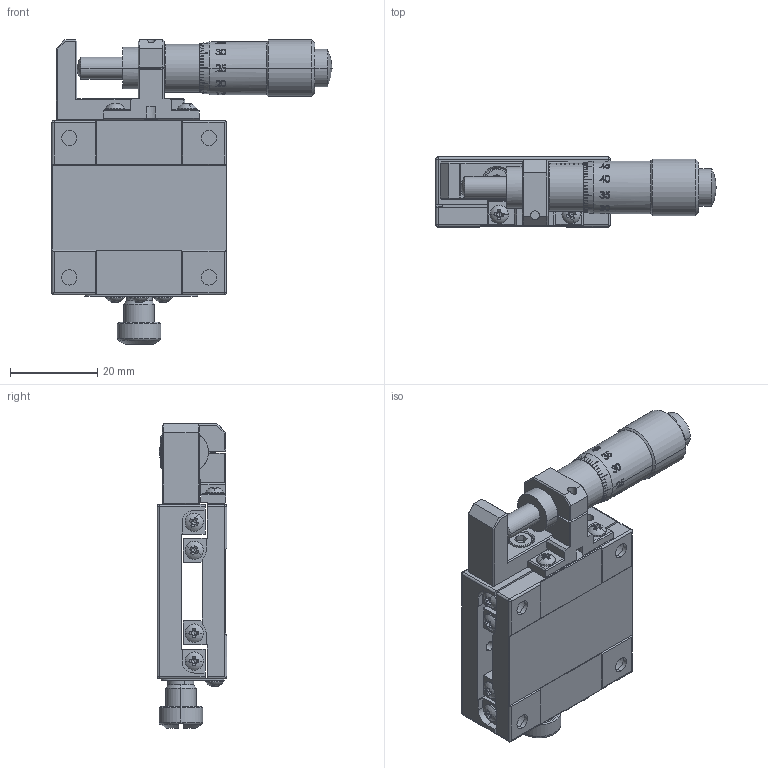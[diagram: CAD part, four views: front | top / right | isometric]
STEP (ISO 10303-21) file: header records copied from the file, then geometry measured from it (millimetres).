
FILE_DESCRIPTION (( 'STEP AP203' ), '1' );
FILE_NAME ('MX40-SS(«¬¿ý).STEP', '2013-05-03T07:01:10', ( '123' ), ( '' ), 'SwSTEP 2.0', 'SolidWorks 2013', '' );
FILE_SCHEMA (( 'CONFIG_CONTROL_DESIGN' ));
Products named in the file (3): Group1^MX40-SS(型錄); Group2^MX40-SS(型錄); MX40-SS(型錄)
Assembly tree (2 placements, depth 2):
  MX40-SS(型錄)
    Group1^MX40-SS(型錄)
    Group2^MX40-SS(型錄)
Bounding box: 64.25 x 16 x 69.8 mm (x, y, z)
Volume: 29093.6 mm3; surface area: 15545.5 mm2
Topology: 2 solids, 2 shells, 1986 faces, 5363 edges, 3436 vertices
Faces by surface type: plane 1172, bspline 344, cylinder 297, cone 125, sphere 36, torus 12
Entity records: 89172 total; most frequent: CARTESIAN_POINT 41238, ORIENTED_EDGE 10622, DIRECTION 8806, EDGE_CURVE 5311, VERTEX_POINT 3436, VECTOR 3144, LINE 3144, AXIS2_PLACEMENT_3D 2831
